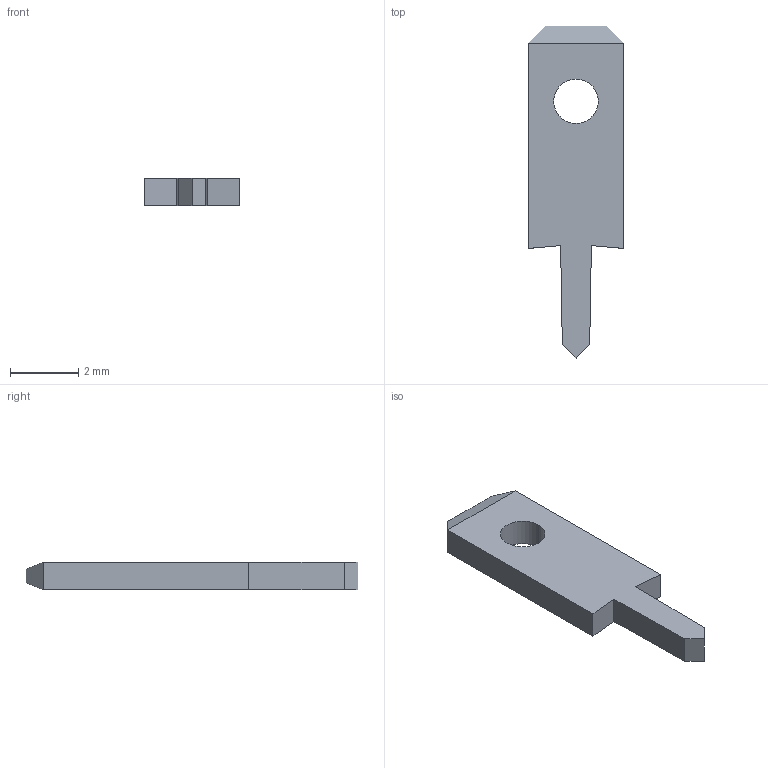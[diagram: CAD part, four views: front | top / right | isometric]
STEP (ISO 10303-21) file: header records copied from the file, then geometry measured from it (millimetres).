
FILE_DESCRIPTION (( 'STEP AP214' ), '1' );
FILE_NAME ('konektor 61-2348-11_0030.STEP', '2021-12-03T09:22:55', ( '' ), ( '' ), 'SwSTEP 2.0', 'SolidWorks 2020', '' );
FILE_SCHEMA (( 'AUTOMOTIVE_DESIGN' ));
Length unit declared in the file: millimetre
Products named in the file (1): konektor 61-2348-11_0030
Bounding box: 2.8 x 9.7 x 0.8 mm (x, y, z)
Volume: 15.1 mm3; surface area: 59.8 mm2
Topology: 1 solids, 1 shells, 17 faces, 41 edges, 26 vertices
Faces by surface type: plane 15, cylinder 2
Entity records: 525 total; most frequent: CARTESIAN_POINT 85, ORIENTED_EDGE 82, DIRECTION 81, EDGE_CURVE 41, LINE 37, VECTOR 37, VERTEX_POINT 26, AXIS2_PLACEMENT_3D 22
